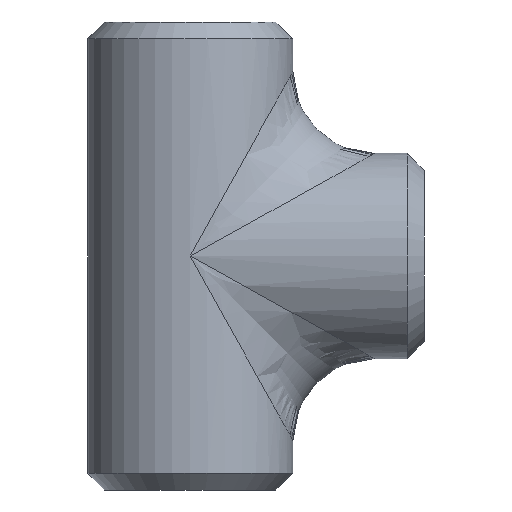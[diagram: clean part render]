
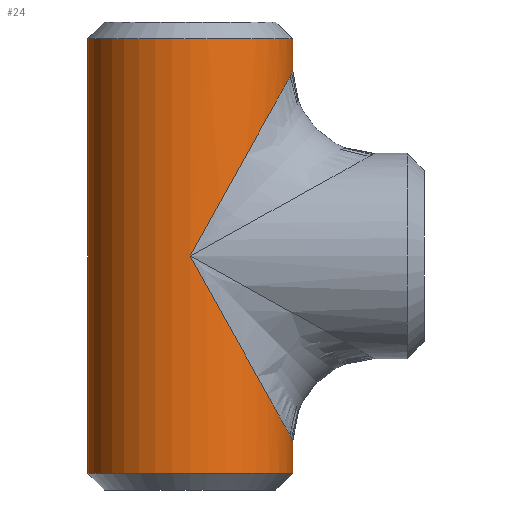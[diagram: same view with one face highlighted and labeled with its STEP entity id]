
A CAD part, front view. The second image highlights one B-rep face of the part: STEP entity #24.
In plain terms, the highlighted cylindrical face has radius 16.7 mm (diameter 33.4 mm), a partial arc.
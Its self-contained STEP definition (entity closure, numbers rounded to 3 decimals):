
#24 = ADVANCED_FACE ( 'NONE', ( #832 ), #547, .T. ) ;
#33 = CARTESIAN_POINT ( 'NONE',  ( 16.7, -9.783, -30.06 ) ) ;
#37 = LINE ( 'NONE', #432, #959 ) ;
#45 = ORIENTED_EDGE ( 'NONE', *, *, #1264, .T. ) ;
#46 = DIRECTION ( 'NONE',  ( 0., 0., -1. ) ) ;
#55 = CARTESIAN_POINT ( 'NONE',  ( 0., 0., 38.1 ) ) ;
#57 = AXIS2_PLACEMENT_3D ( 'NONE', #234, #119, #251 ) ;
#108 = VERTEX_POINT ( 'NONE', #1037 ) ;
#119 = DIRECTION ( 'NONE',  ( 0., 0., 1. ) ) ;
#162 = EDGE_CURVE ( 'NONE', #1135, #247, #846, .T. ) ;
#171 =( BOUNDED_CURVE ( )  B_SPLINE_CURVE ( 3, ( #903, #501, #810, #422 ),
 .UNSPECIFIED., .F., .T. ) 
 B_SPLINE_CURVE_WITH_KNOTS ( ( 4, 4 ),
 ( 1.571, 3.142 ),
 .UNSPECIFIED. ) 
 CURVE ( )  GEOMETRIC_REPRESENTATION_ITEM ( )  RATIONAL_B_SPLINE_CURVE ( ( 1., 0.805, 0.805, 1. ) ) 
 REPRESENTATION_ITEM ( '' )  );
#206 = ORIENTED_EDGE ( 'NONE', *, *, #1189, .T. ) ;
#218 = CIRCLE ( 'NONE', #1061, 16.7 ) ;
#234 = CARTESIAN_POINT ( 'NONE',  ( 0., 0., -35.34 ) ) ;
#240 = DIRECTION ( 'NONE',  ( 0., 0., -1. ) ) ;
#241 = CARTESIAN_POINT ( 'NONE',  ( 16.7, 0., -35.34 ) ) ;
#247 = VERTEX_POINT ( 'NONE', #241 ) ;
#251 = DIRECTION ( 'NONE',  ( 1., 0., 0. ) ) ;
#264 = DIRECTION ( 'NONE',  ( 0., 0., -1. ) ) ;
#281 = CARTESIAN_POINT ( 'NONE',  ( 16.7, 0., -30.06 ) ) ;
#332 = CARTESIAN_POINT ( 'NONE',  ( 16.7, 0., -30.06 ) ) ;
#352 = VECTOR ( 'NONE', #382, 1000. ) ;
#360 =( BOUNDED_CURVE ( )  B_SPLINE_CURVE ( 3, ( #332, #33, #1096, #803 ),
 .UNSPECIFIED., .F., .T. ) 
 B_SPLINE_CURVE_WITH_KNOTS ( ( 4, 4 ),
 ( 3.142, 4.712 ),
 .UNSPECIFIED. ) 
 CURVE ( )  GEOMETRIC_REPRESENTATION_ITEM ( )  RATIONAL_B_SPLINE_CURVE ( ( 1., 0.805, 0.805, 1. ) ) 
 REPRESENTATION_ITEM ( '' )  );
#376 = LINE ( 'NONE', #881, #352 ) ;
#382 = DIRECTION ( 'NONE',  ( 0., 0., -1. ) ) ;
#416 = VERTEX_POINT ( 'NONE', #923 ) ;
#422 = CARTESIAN_POINT ( 'NONE',  ( 16.7, 0., 30.06 ) ) ;
#432 = CARTESIAN_POINT ( 'NONE',  ( -16.7, 0., 38.1 ) ) ;
#456 = ORIENTED_EDGE ( 'NONE', *, *, #797, .F. ) ;
#501 = CARTESIAN_POINT ( 'NONE',  ( 9.783, -16.7, 17.609 ) ) ;
#506 = CARTESIAN_POINT ( 'NONE',  ( -16.7, 0., 35.34 ) ) ;
#534 = CARTESIAN_POINT ( 'NONE',  ( 0., 0., 35.34 ) ) ;
#547 = CYLINDRICAL_SURFACE ( 'NONE', #1138, 16.7 ) ;
#555 = CARTESIAN_POINT ( 'NONE',  ( -16.7, 0., -35.34 ) ) ;
#670 = EDGE_CURVE ( 'NONE', #416, #1247, #218, .T. ) ;
#680 = EDGE_CURVE ( 'NONE', #1247, #1135, #37, .T. ) ;
#683 = CARTESIAN_POINT ( 'NONE',  ( 16.7, 0., 30.06 ) ) ;
#686 = ORIENTED_EDGE ( 'NONE', *, *, #670, .T. ) ;
#758 = VERTEX_POINT ( 'NONE', #683 ) ;
#797 = EDGE_CURVE ( 'NONE', #416, #758, #376, .T. ) ;
#803 = CARTESIAN_POINT ( 'NONE',  ( 0., -16.7, 0. ) ) ;
#806 = EDGE_LOOP ( 'NONE', ( #456, #686, #939, #957, #948, #206, #45 ) ) ;
#810 = CARTESIAN_POINT ( 'NONE',  ( 16.7, -9.783, 30.06 ) ) ;
#832 = FACE_OUTER_BOUND ( 'NONE', #806, .T. ) ;
#846 = CIRCLE ( 'NONE', #57, 16.7 ) ;
#847 = VERTEX_POINT ( 'NONE', #281 ) ;
#849 = DIRECTION ( 'NONE',  ( -1., 0., 0. ) ) ;
#881 = CARTESIAN_POINT ( 'NONE',  ( 16.7, 0., 38.1 ) ) ;
#903 = CARTESIAN_POINT ( 'NONE',  ( 0., -16.7, 0. ) ) ;
#923 = CARTESIAN_POINT ( 'NONE',  ( 16.7, 0., 35.34 ) ) ;
#939 = ORIENTED_EDGE ( 'NONE', *, *, #680, .T. ) ;
#948 = ORIENTED_EDGE ( 'NONE', *, *, #963, .F. ) ;
#957 = ORIENTED_EDGE ( 'NONE', *, *, #162, .T. ) ;
#959 = VECTOR ( 'NONE', #240, 1000. ) ;
#960 = DIRECTION ( 'NONE',  ( 0., 0., -1. ) ) ;
#963 = EDGE_CURVE ( 'NONE', #847, #247, #1057, .T. ) ;
#1018 = DIRECTION ( 'NONE',  ( 1., 0., 0. ) ) ;
#1037 = CARTESIAN_POINT ( 'NONE',  ( 0., -16.7, 0. ) ) ;
#1057 = LINE ( 'NONE', #1141, #1178 ) ;
#1061 = AXIS2_PLACEMENT_3D ( 'NONE', #534, #46, #1018 ) ;
#1096 = CARTESIAN_POINT ( 'NONE',  ( 9.783, -16.7, -17.609 ) ) ;
#1135 = VERTEX_POINT ( 'NONE', #555 ) ;
#1138 = AXIS2_PLACEMENT_3D ( 'NONE', #55, #264, #849 ) ;
#1141 = CARTESIAN_POINT ( 'NONE',  ( 16.7, 0., 38.1 ) ) ;
#1178 = VECTOR ( 'NONE', #960, 1000. ) ;
#1189 = EDGE_CURVE ( 'NONE', #847, #108, #360, .T. ) ;
#1247 = VERTEX_POINT ( 'NONE', #506 ) ;
#1264 = EDGE_CURVE ( 'NONE', #108, #758, #171, .T. ) ;
